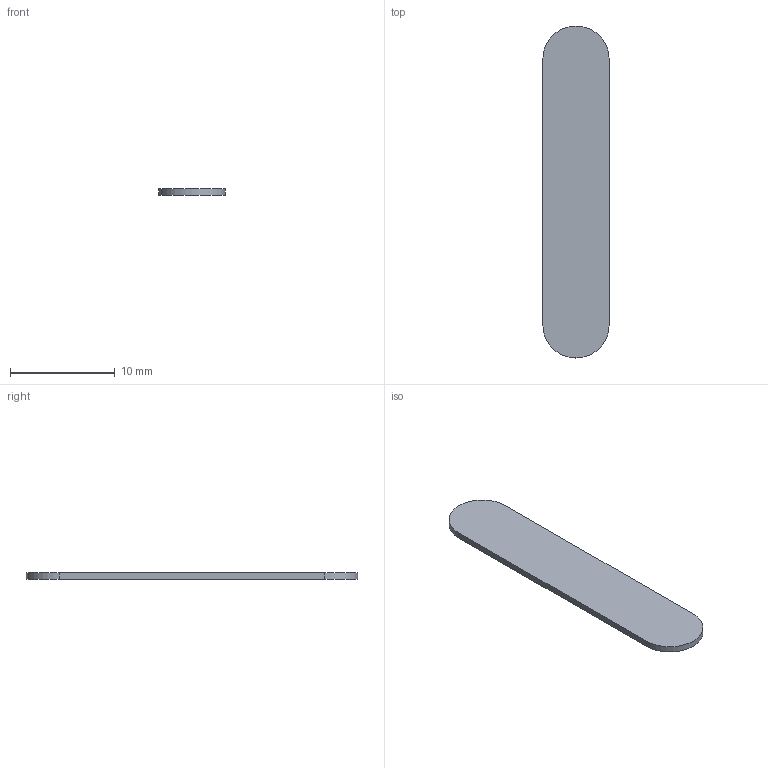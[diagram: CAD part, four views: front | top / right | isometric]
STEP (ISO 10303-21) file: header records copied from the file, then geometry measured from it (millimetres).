
FILE_DESCRIPTION (( 'STEP AP214' ), '1' );
FILE_NAME ('FD_1842306-C_Steel-Plate.STEP', '2020-12-01T18:02:40', ( '' ), ( '' ), 'SwSTEP 2.0', 'SolidWorks 2019', '' );
FILE_SCHEMA (( 'AUTOMOTIVE_DESIGN' ));
Length unit declared in the file: inch
Products named in the file (1): FD_1842306-C_Steel-Plate
Bounding box: 6.35 x 31.75 x 0.61 mm (x, y, z)
Volume: 117.6 mm3; surface area: 429 mm2
Topology: 1 solids, 1 shells, 6 faces, 12 edges, 8 vertices
Faces by surface type: plane 4, cylinder 2
Entity records: 278 total; most frequent: DIRECTION 30, CARTESIAN_POINT 27, ORIENTED_EDGE 24, EDGE_CURVE 12, AXIS2_PLACEMENT_3D 11, UNCERTAINTY_MEASURE_WITH_UNIT 9, DIMENSIONAL_EXPONENTS 9, LENGTH_MEASURE_WITH_UNIT 9
